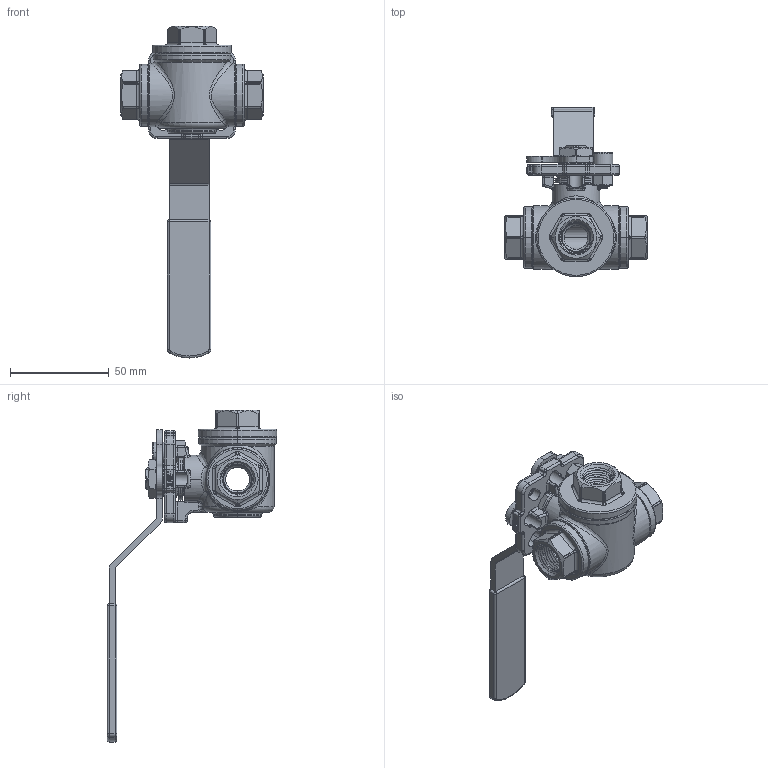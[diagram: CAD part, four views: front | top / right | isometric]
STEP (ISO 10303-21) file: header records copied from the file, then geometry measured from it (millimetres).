
FILE_DESCRIPTION (( 'STEP AP214' ), '1' );
FILE_NAME ('410-012-G01-1[501S,T-Port,Threaded].STEP', '2023-11-07T07:27:18', ( '' ), ( '' ), 'SwSTEP 2.0', 'SolidWorks 2012', '' );
FILE_SCHEMA (( 'AUTOMOTIVE_DESIGN' ));
Length unit declared in the file: millimetre
Products named in the file (1): 410-012-G01-1[501S,T-Port,Threaded]
Bounding box: 72.1 x 85.9 x 167.95 mm (x, y, z)
Volume: 91166.4 mm3; surface area: 34215 mm2
Topology: 2 solids, 2 shells, 1276 faces, 3618 edges, 2356 vertices
Faces by surface type: cylinder 350, plane 337, bspline 254, cone 177, torus 126, sphere 32
Entity records: 115879 total; most frequent: CARTESIAN_POINT 71647, ORIENTED_EDGE 7196, DIRECTION 5263, EDGE_CURVE 3598, VERTEX_POINT 2356, AXIS2_PLACEMENT_3D 1967, EDGE_LOOP 1348, LINE 1329
